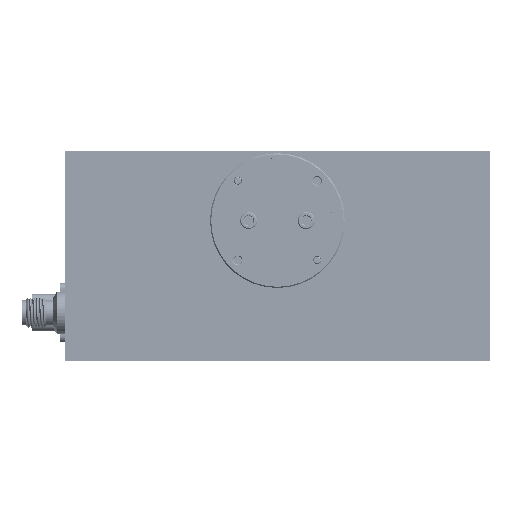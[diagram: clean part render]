
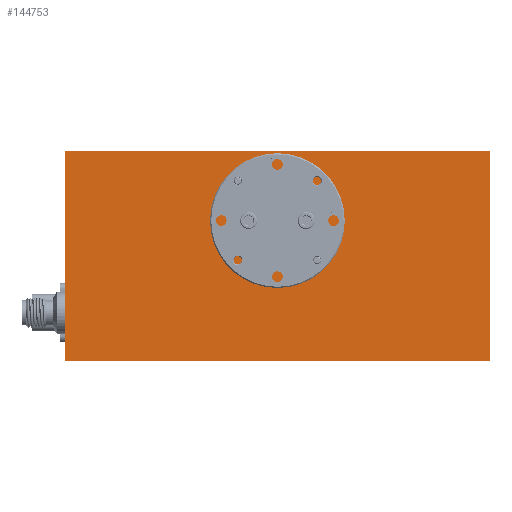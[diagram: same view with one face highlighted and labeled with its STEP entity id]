
A CAD part, left-side view. The second image highlights one B-rep face of the part: STEP entity #144753.
In plain terms, the highlighted planar face has unit normal (-1, 0, 0).
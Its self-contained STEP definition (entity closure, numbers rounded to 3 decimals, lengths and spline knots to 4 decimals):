
#8639 = EDGE_CURVE ( 'NONE', #59879, #86217, #147188, .T. ) ;
#13398 = LINE ( 'NONE', #124635, #174986 ) ;
#26991 = ORIENTED_EDGE ( 'NONE', *, *, #84668, .T. ) ;
#33148 = EDGE_CURVE ( 'NONE', #118885, #178291, #174412, .T. ) ;
#34208 = CARTESIAN_POINT ( 'NONE',  ( -3.373, 0.766, 0.9255 ) ) ;
#40995 = PLANE ( 'NONE',  #159144 ) ;
#44895 = AXIS2_PLACEMENT_3D ( 'NONE', #91984, #68430, #140691 ) ;
#48834 = CARTESIAN_POINT ( 'NONE',  ( -3.373, -0.649, -0.2445 ) ) ;
#56489 = VECTOR ( 'NONE', #226627, 39.3701 ) ;
#59879 = VERTEX_POINT ( 'NONE', #34208 ) ;
#66952 = EDGE_CURVE ( 'NONE', #86217, #59879, #176778, .T. ) ;
#67493 = FACE_BOUND ( 'NONE', #128152, .T. ) ;
#67719 = AXIS2_PLACEMENT_3D ( 'NONE', #165391, #95378, #219899 ) ;
#68430 = DIRECTION ( 'NONE',  ( -1., 0., 0. ) ) ;
#68758 = CARTESIAN_POINT ( 'NONE',  ( -3.373, 2.901, 1.5055 ) ) ;
#79501 = EDGE_CURVE ( 'NONE', #85267, #85439, #209641, .T. ) ;
#81170 = FACE_OUTER_BOUND ( 'NONE', #159800, .T. ) ;
#84668 = EDGE_CURVE ( 'NONE', #118885, #85267, #143430, .T. ) ;
#85267 = VERTEX_POINT ( 'NONE', #183717 ) ;
#85439 = VERTEX_POINT ( 'NONE', #68758 ) ;
#86217 = VERTEX_POINT ( 'NONE', #227998 ) ;
#91984 = CARTESIAN_POINT ( 'NONE',  ( -3.373, 1.126, 0.9255 ) ) ;
#95378 = DIRECTION ( 'NONE',  ( -1., 0., 0. ) ) ;
#95720 = CARTESIAN_POINT ( 'NONE',  ( -3.373, 2.901, -0.2445 ) ) ;
#98934 = CARTESIAN_POINT ( 'NONE',  ( -3.373, -0.649, -0.2445 ) ) ;
#103128 = VECTOR ( 'NONE', #232114, 39.3701 ) ;
#104360 = DIRECTION ( 'NONE',  ( 0., 0., 1. ) ) ;
#106784 = ORIENTED_EDGE ( 'NONE', *, *, #8639, .F. ) ;
#109521 = ORIENTED_EDGE ( 'NONE', *, *, #33148, .F. ) ;
#118885 = VERTEX_POINT ( 'NONE', #216877 ) ;
#124635 = CARTESIAN_POINT ( 'NONE',  ( -3.373, 2.901, -0.2445 ) ) ;
#126336 = EDGE_CURVE ( 'NONE', #178291, #85439, #13398, .T. ) ;
#128152 = EDGE_LOOP ( 'NONE', ( #167227, #106784 ) ) ;
#140691 = DIRECTION ( 'NONE',  ( 0., 1., 0. ) ) ;
#143430 = LINE ( 'NONE', #212246, #221326 ) ;
#144753 = ADVANCED_FACE ( 'NONE', ( #67493, #81170 ), #40995, .F. ) ;
#147188 = CIRCLE ( 'NONE', #67719, 0.36 ) ;
#159144 = AXIS2_PLACEMENT_3D ( 'NONE', #98934, #224632, #222266 ) ;
#159800 = EDGE_LOOP ( 'NONE', ( #216052, #206256, #109521, #26991 ) ) ;
#165391 = CARTESIAN_POINT ( 'NONE',  ( -3.373, 1.126, 0.9255 ) ) ;
#167227 = ORIENTED_EDGE ( 'NONE', *, *, #66952, .F. ) ;
#174412 = LINE ( 'NONE', #48834, #56489 ) ;
#174986 = VECTOR ( 'NONE', #213597, 39.3701 ) ;
#176778 = CIRCLE ( 'NONE', #44895, 0.36 ) ;
#177554 = CARTESIAN_POINT ( 'NONE',  ( -3.373, -0.649, 1.5055 ) ) ;
#178291 = VERTEX_POINT ( 'NONE', #95720 ) ;
#183717 = CARTESIAN_POINT ( 'NONE',  ( -3.373, -0.649, 1.5055 ) ) ;
#206256 = ORIENTED_EDGE ( 'NONE', *, *, #126336, .F. ) ;
#209641 = LINE ( 'NONE', #177554, #103128 ) ;
#212246 = CARTESIAN_POINT ( 'NONE',  ( -3.373, -0.649, -0.2445 ) ) ;
#213597 = DIRECTION ( 'NONE',  ( 0., 0., 1. ) ) ;
#216052 = ORIENTED_EDGE ( 'NONE', *, *, #79501, .T. ) ;
#216877 = CARTESIAN_POINT ( 'NONE',  ( -3.373, -0.649, -0.2445 ) ) ;
#219899 = DIRECTION ( 'NONE',  ( 0., 1., 0. ) ) ;
#221326 = VECTOR ( 'NONE', #104360, 39.3701 ) ;
#222266 = DIRECTION ( 'NONE',  ( 0., -1., 0. ) ) ;
#224632 = DIRECTION ( 'NONE',  ( 1., 0., 0. ) ) ;
#226627 = DIRECTION ( 'NONE',  ( 0., 1., 0. ) ) ;
#227998 = CARTESIAN_POINT ( 'NONE',  ( -3.373, 1.486, 0.9255 ) ) ;
#232114 = DIRECTION ( 'NONE',  ( 0., 1., 0. ) ) ;
